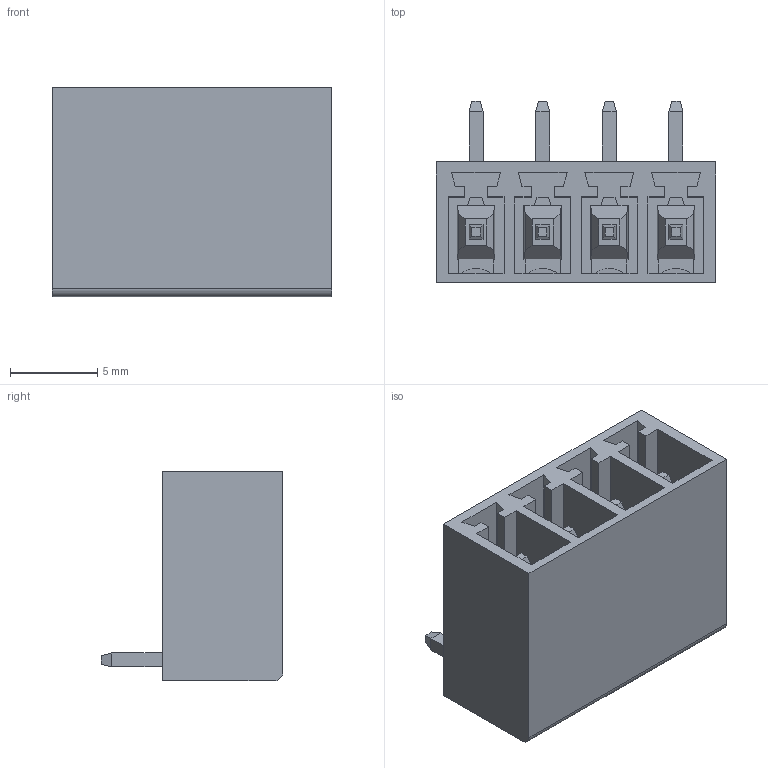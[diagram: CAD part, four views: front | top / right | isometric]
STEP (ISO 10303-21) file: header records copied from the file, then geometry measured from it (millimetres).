
FILE_DESCRIPTION( ( 'STEP AP214' ), '1' );
FILE_NAME( 'ME411-38104-20190806.stp', '2023-03-15T03:28:31', ( ' ' ), ( ' ' ), 'XStep 1.0', ' ', ' ' );
FILE_SCHEMA( ( 'CONFIG_CONTROL_DESIGN) ( )' ) );
Length unit declared in the file: metre
Products named in the file (1): 1
Bounding box: 15.97 x 10.4 x 12 mm (x, y, z)
Volume: 791.9 mm3; surface area: 1859.4 mm2
Topology: 1 solids, 1 shells, 295 faces, 755 edges, 474 vertices
Faces by surface type: plane 282, cylinder 13
Entity records: 8666 total; most frequent: CARTESIAN_POINT 1525, ORIENTED_EDGE 1510, DIRECTION 1373, EDGE_CURVE 755, LINE 729, VECTOR 729, VERTEX_POINT 474, AXIS2_PLACEMENT_3D 322
